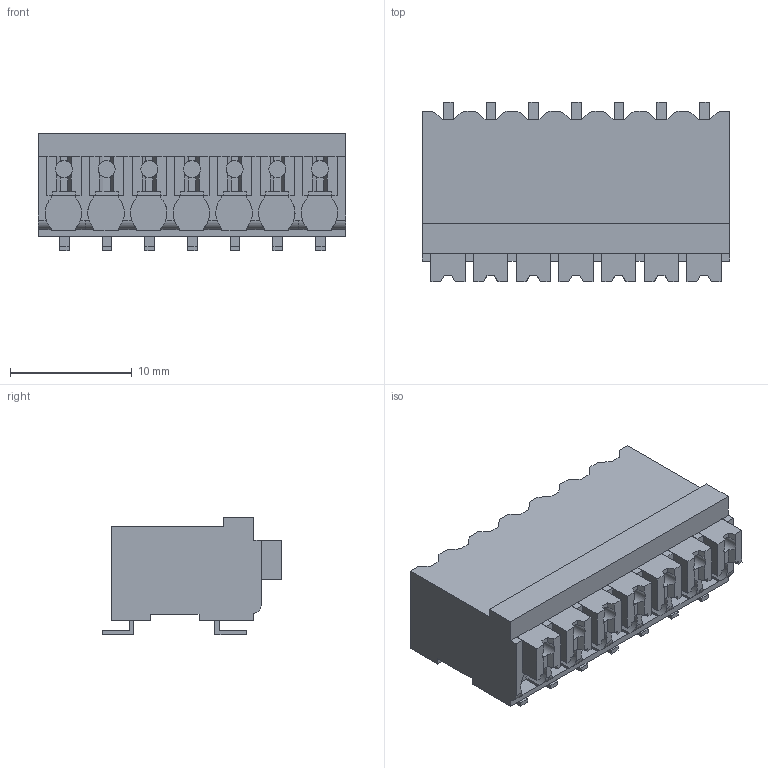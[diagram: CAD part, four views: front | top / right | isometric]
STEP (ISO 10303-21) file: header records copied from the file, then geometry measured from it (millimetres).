
FILE_DESCRIPTION(('CATIA V5 STEP Exchange','CAx-IF Rec.Pracs.--- Model Styling and Organization---1.2---2011-12-15'),'2;1');
FILE_NAME ('D1452215_0_1473540000_1473540000.stp','2018-03-24T15:52:44+00:00',('none'),('Weidmueller'),'CATIA Version 5-6 Release 2014','CATIA V5 STEP AP214','none');
FILE_SCHEMA(('AUTOMOTIVE_DESIGN { 1 0 10303 214 1 1 1 1 }'));
Length unit declared in the file: millimetre
Products named in the file (1): 1473540000
Bounding box: 25.2 x 14.75 x 9.65 mm (x, y, z)
Volume: 2041.3 mm3; surface area: 2262.3 mm2
Topology: 22 solids, 22 shells, 508 faces, 1455 edges, 984 vertices
Faces by surface type: plane 470, cylinder 38
Entity records: 15167 total; most frequent: CARTESIAN_POINT 3047, ORIENTED_EDGE 2910, DIRECTION 1836, EDGE_CURVE 1455, VECTOR 1311, LINE 1311, VERTEX_POINT 984, EDGE_LOOP 515
